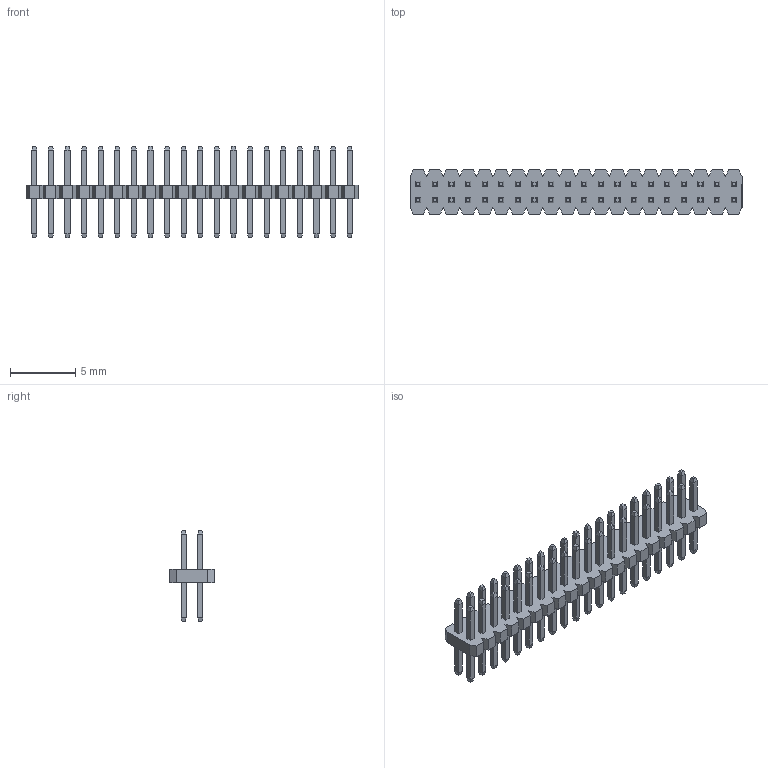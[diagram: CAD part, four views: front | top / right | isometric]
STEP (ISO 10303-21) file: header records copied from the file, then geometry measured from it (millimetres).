
FILE_DESCRIPTION (( 'STEP AP214' ), '1' );
FILE_NAME ('FPH12730-D40S1014070710B-REF.STEP', '2025-11-24T09:06:55', ( '' ), ( '' ), 'SwSTEP 2.0', 'SolidWorks 2021', '' );
FILE_SCHEMA (( 'AUTOMOTIVE_DESIGN' ));
Length unit declared in the file: millimetre
Products named in the file (1): FPH12730-D40S1014070710B-REF
Bounding box: 25.4 x 3.4 x 7 mm (x, y, z)
Volume: 118.4 mm3; surface area: 612.3 mm2
Topology: 1 solids, 1 shells, 844 faces, 1966 edges, 1204 vertices
Faces by surface type: plane 844
Entity records: 23124 total; most frequent: CARTESIAN_POINT 4015, ORIENTED_EDGE 3932, DIRECTION 3656, EDGE_CURVE 1966, LINE 1966, VECTOR 1966, VERTEX_POINT 1204, EDGE_LOOP 924
